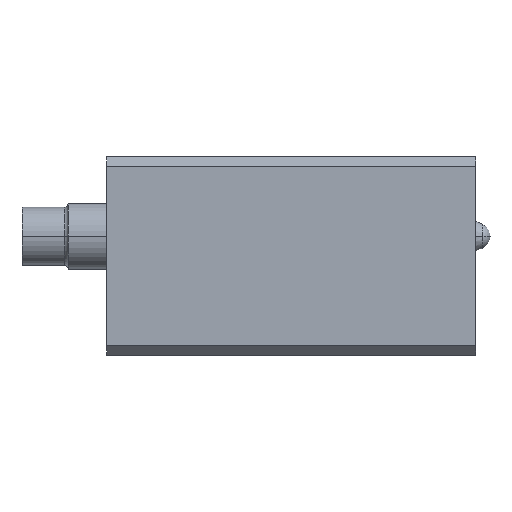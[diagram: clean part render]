
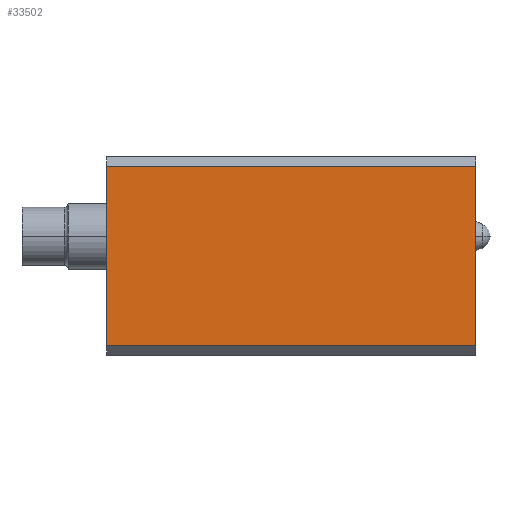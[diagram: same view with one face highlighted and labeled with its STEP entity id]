
A CAD part, front view. The second image highlights one B-rep face of the part: STEP entity #33502.
In plain terms, the highlighted planar face has unit normal (0, -1, 0).
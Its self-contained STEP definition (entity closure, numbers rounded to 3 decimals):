
#2735=DIRECTION('',(0.,0.,1.));
#2736=VECTOR('',#2735,13.632);
#2737=CARTESIAN_POINT('',(24.712,-22.251,-8.316));
#2738=LINE('',#2737,#2736);
#3665=DIRECTION('',(1.,0.,0.));
#3666=VECTOR('',#3665,28.032);
#3667=CARTESIAN_POINT('',(-3.32,-22.251,5.316));
#3668=LINE('',#3667,#3666);
#3673=DIRECTION('',(0.,0.,1.));
#3674=VECTOR('',#3673,13.632);
#3675=CARTESIAN_POINT('',(-3.32,-22.251,-8.316));
#3676=LINE('',#3675,#3674);
#3685=DIRECTION('',(1.,0.,0.));
#3686=VECTOR('',#3685,28.032);
#3687=CARTESIAN_POINT('',(-3.32,-22.251,-8.316));
#3688=LINE('',#3687,#3686);
#26319=CARTESIAN_POINT('',(-3.32,-22.251,5.316));
#26320=CARTESIAN_POINT('',(24.712,-22.251,5.316));
#26321=VERTEX_POINT('',#26319);
#26322=VERTEX_POINT('',#26320);
#26327=CARTESIAN_POINT('',(-3.32,-22.251,-8.316));
#26328=CARTESIAN_POINT('',(24.712,-22.251,-8.316));
#26329=VERTEX_POINT('',#26327);
#26330=VERTEX_POINT('',#26328);
#33489=CARTESIAN_POINT('',(-3.294,-22.251,-9.005));
#33490=DIRECTION('',(0.,-1.,0.));
#33491=DIRECTION('',(1.,0.,0.));
#33492=AXIS2_PLACEMENT_3D('',#33489,#33490,#33491);
#33493=PLANE('',#33492);
#33495=ORIENTED_EDGE('',*,*,#33494,.F.);
#33497=ORIENTED_EDGE('',*,*,#33496,.T.);
#33498=ORIENTED_EDGE('',*,*,#33482,.T.);
#33499=ORIENTED_EDGE('',*,*,#32904,.F.);
#33500=EDGE_LOOP('',(#33495,#33497,#33498,#33499));
#33501=FACE_OUTER_BOUND('',#33500,.F.);
#33502=ADVANCED_FACE('',(#33501),#33493,.T.);
#32904=EDGE_CURVE('',#26330,#26322,#2738,.T.);
#33482=EDGE_CURVE('',#26321,#26322,#3668,.T.);
#33494=EDGE_CURVE('',#26329,#26330,#3688,.T.);
#33496=EDGE_CURVE('',#26329,#26321,#3676,.T.);
